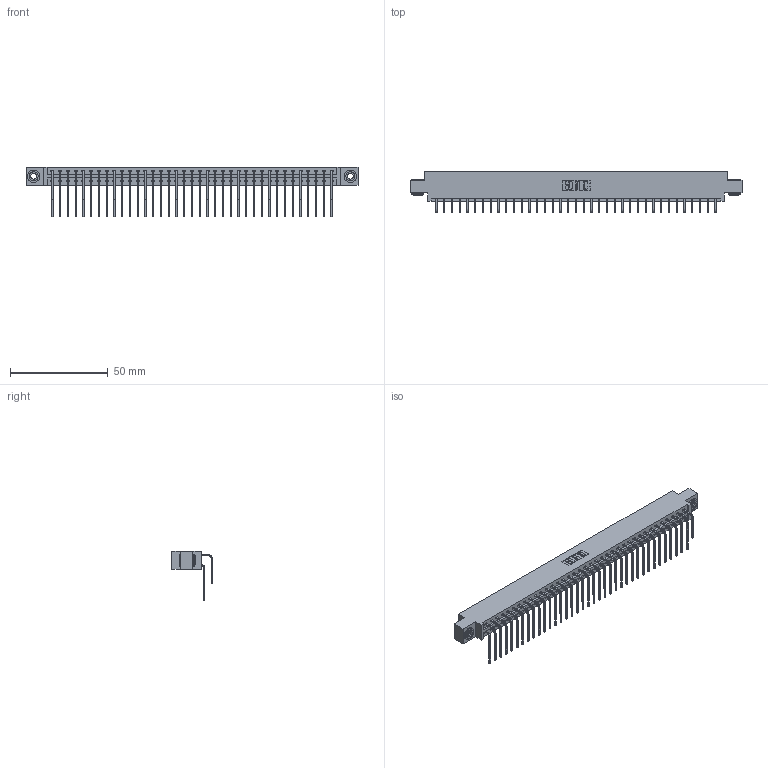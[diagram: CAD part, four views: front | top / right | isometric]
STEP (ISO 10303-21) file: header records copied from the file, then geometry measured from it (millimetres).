
FILE_DESCRIPTION (( 'STEP AP203' ), '1' );
FILE_NAME ('337-074-559-803.STEP', '2019-10-15T12:51:56', ( '' ), ( '' ), 'SwSTEP 2.0', 'SolidWorks 2016', '' );
FILE_SCHEMA (( 'CONFIG_CONTROL_DESIGN' ));
Length unit declared in the file: inch
Products named in the file (5): 345-292-001_559 Tail - 2; 345-250-002_345-250-002-102; 337-074-559-803; 337 Part_0.170 Offset - 0.156 Dia-TH; 345-292-001_558 559 Tail - 1
Assembly tree (77 placements, depth 2):
  337-074-559-803
    337 Part_0.170 Offset - 0.156 Dia-TH
    345-292-001_558 559 Tail - 1  x37
    345-292-001_559 Tail - 2  x37
    345-250-002_345-250-002-102  x2
Bounding box: 169.62 x 20.9 x 25.53 mm (x, y, z)
Volume: 18138.2 mm3; surface area: 22932.5 mm2
Topology: 77 solids, 77 shells, 4300 faces, 12757 edges, 8402 vertices
Faces by surface type: plane 3044, cylinder 1248, cone 8
Entity records: 31900 total; most frequent: CARTESIAN_POINT 5400, ORIENTED_EDGE 5278, DIRECTION 4617, EDGE_CURVE 2639, LINE 2447, VECTOR 2447, VERTEX_POINT 1754, AXIS2_PLACEMENT_3D 1085
